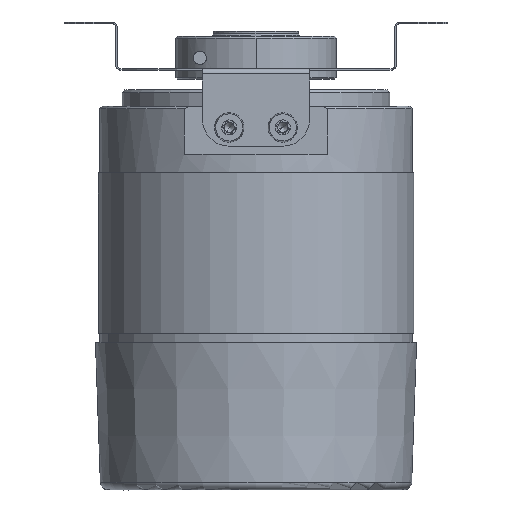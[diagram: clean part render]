
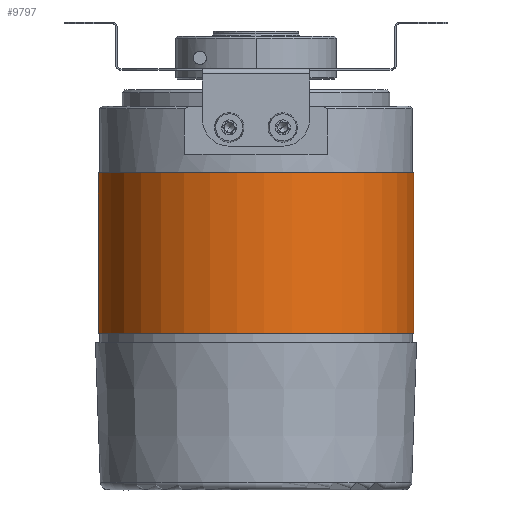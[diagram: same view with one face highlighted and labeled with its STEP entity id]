
A CAD part, front view. The second image highlights one B-rep face of the part: STEP entity #9797.
In plain terms, the highlighted cylindrical face has radius 29.5 mm (diameter 59 mm), a partial arc.
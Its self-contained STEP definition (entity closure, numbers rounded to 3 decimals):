
#1599 = DIRECTION ( 'NONE',  ( 0.999, 0.053, 0. ) ) ;
#9797 = ADVANCED_FACE ( 'NONE', ( #75159 ), #90012, .T. ) ;
#12977 = EDGE_CURVE ( 'NONE', #97786, #70405, #39525, .T. ) ;
#14411 = DIRECTION ( 'NONE',  ( -0.999, -0.053, 0. ) ) ;
#30155 = DIRECTION ( 'NONE',  ( -0.999, -0.053, 0. ) ) ;
#31949 = CIRCLE ( 'NONE', #79375, 29.5 ) ;
#32327 = ORIENTED_EDGE ( 'NONE', *, *, #78108, .F. ) ;
#33299 = CIRCLE ( 'NONE', #97024, 29.5 ) ;
#39244 = CARTESIAN_POINT ( 'NONE',  ( 29.459, 1.554, -15.5 ) ) ;
#39525 = LINE ( 'NONE', #56385, #60786 ) ;
#42484 = CARTESIAN_POINT ( 'NONE',  ( 0., 0., -45.5 ) ) ;
#45727 = DIRECTION ( 'NONE',  ( 0., 0., 1. ) ) ;
#53176 = ORIENTED_EDGE ( 'NONE', *, *, #12977, .T. ) ;
#53218 = DIRECTION ( 'NONE',  ( 0., 0., -1. ) ) ;
#53806 = CARTESIAN_POINT ( 'NONE',  ( 0., 0., -15.5 ) ) ;
#54424 = EDGE_LOOP ( 'NONE', ( #59831, #32327, #53176, #90989 ) ) ;
#55948 = CARTESIAN_POINT ( 'NONE',  ( -29.459, -1.554, -45.5 ) ) ;
#56385 = CARTESIAN_POINT ( 'NONE',  ( 29.459, 1.554, -45.5 ) ) ;
#59041 = VERTEX_POINT ( 'NONE', #84727 ) ;
#59831 = ORIENTED_EDGE ( 'NONE', *, *, #67062, .F. ) ;
#60786 = VECTOR ( 'NONE', #63031, 1000. ) ;
#62221 = AXIS2_PLACEMENT_3D ( 'NONE', #42484, #74669, #1599 ) ;
#63031 = DIRECTION ( 'NONE',  ( 0., 0., 1. ) ) ;
#67062 = EDGE_CURVE ( 'NONE', #83990, #59041, #94758, .T. ) ;
#70405 = VERTEX_POINT ( 'NONE', #39244 ) ;
#74669 = DIRECTION ( 'NONE',  ( 0., 0., 1. ) ) ;
#75159 = FACE_OUTER_BOUND ( 'NONE', #54424, .T. ) ;
#76328 = DIRECTION ( 'NONE',  ( 0., 0., -1. ) ) ;
#78108 = EDGE_CURVE ( 'NONE', #97786, #83990, #31949, .T. ) ;
#79375 = AXIS2_PLACEMENT_3D ( 'NONE', #83399, #53218, #30155 ) ;
#79533 = CARTESIAN_POINT ( 'NONE',  ( -29.459, -1.554, -45.5 ) ) ;
#80262 = VECTOR ( 'NONE', #45727, 1000. ) ;
#81693 = EDGE_CURVE ( 'NONE', #70405, #59041, #33299, .T. ) ;
#83399 = CARTESIAN_POINT ( 'NONE',  ( 0., 0., -45.5 ) ) ;
#83990 = VERTEX_POINT ( 'NONE', #79533 ) ;
#84727 = CARTESIAN_POINT ( 'NONE',  ( -29.459, -1.554, -15.5 ) ) ;
#87638 = CARTESIAN_POINT ( 'NONE',  ( 29.459, 1.554, -45.5 ) ) ;
#90012 = CYLINDRICAL_SURFACE ( 'NONE', #62221, 29.5 ) ;
#90989 = ORIENTED_EDGE ( 'NONE', *, *, #81693, .T. ) ;
#94758 = LINE ( 'NONE', #55948, #80262 ) ;
#97024 = AXIS2_PLACEMENT_3D ( 'NONE', #53806, #76328, #14411 ) ;
#97786 = VERTEX_POINT ( 'NONE', #87638 ) ;
